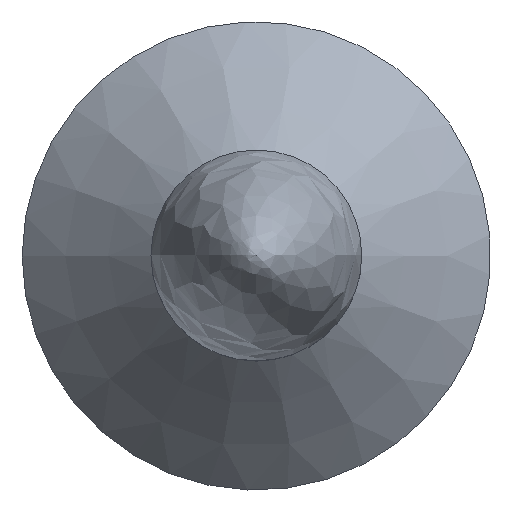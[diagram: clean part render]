
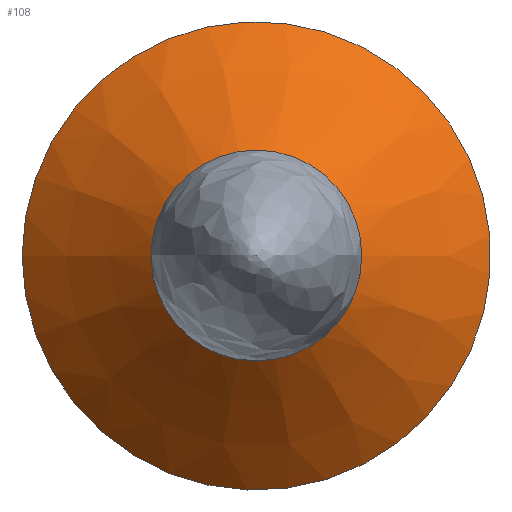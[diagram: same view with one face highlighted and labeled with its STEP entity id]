
A CAD part, top view. The second image highlights one B-rep face of the part: STEP entity #108.
In plain terms, the highlighted conical face has half-angle 45 degrees and reference radius 10 mm.
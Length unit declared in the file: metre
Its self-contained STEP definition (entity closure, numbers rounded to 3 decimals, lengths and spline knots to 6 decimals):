
#27=ORIENTED_EDGE('',*,*,#49,.T.);
#28=ORIENTED_EDGE('',*,*,#50,.F.);
#49=EDGE_CURVE('',#60,#60,#70,.T.);
#50=EDGE_CURVE('',#61,#61,#71,.T.);
#60=VERTEX_POINT('',#183);
#61=VERTEX_POINT('',#185);
#70=CIRCLE('',#131,0.0045);
#71=CIRCLE('',#132,0.01);
#77=EDGE_LOOP('',(#27));
#78=EDGE_LOOP('',(#28));
#91=FACE_BOUND('',#77,.T.);
#92=FACE_BOUND('',#78,.T.);
#106=CONICAL_SURFACE('',#130,0.01,0.785);
#108=ADVANCED_FACE('',(#91,#92),#106,.T.);
#130=AXIS2_PLACEMENT_3D('',#181,#147,#148);
#131=AXIS2_PLACEMENT_3D('',#182,#149,#150);
#132=AXIS2_PLACEMENT_3D('',#184,#151,#152);
#147=DIRECTION('',(0.,0.,-1.));
#148=DIRECTION('',(-1.,0.,0.));
#149=DIRECTION('',(0.,0.,-1.));
#150=DIRECTION('',(-1.,0.,0.));
#151=DIRECTION('',(0.,0.,-1.));
#152=DIRECTION('',(-1.,0.,0.));
#181=CARTESIAN_POINT('',(-0.04,0.,0.018));
#182=CARTESIAN_POINT('',(-0.04,0.,0.0235));
#183=CARTESIAN_POINT('',(-0.0445,0.,0.0235));
#184=CARTESIAN_POINT('',(-0.04,0.,0.018));
#185=CARTESIAN_POINT('',(-0.05,0.,0.018));
